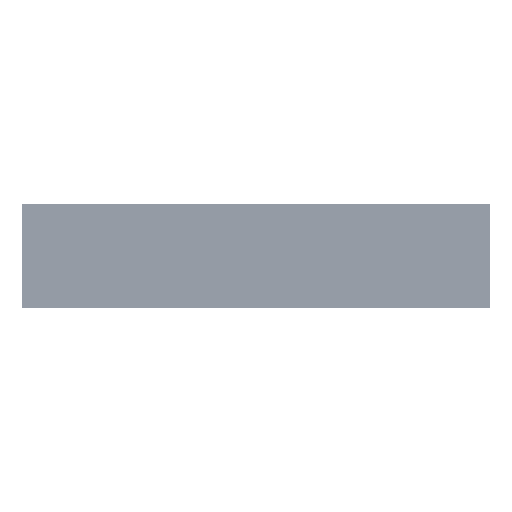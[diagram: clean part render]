
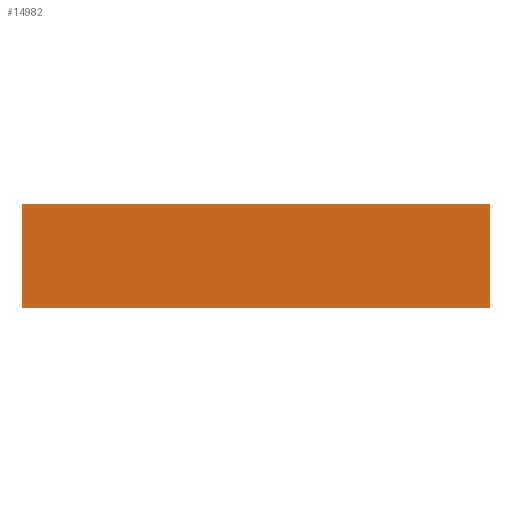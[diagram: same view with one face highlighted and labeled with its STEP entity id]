
A CAD part, left-side view. The second image highlights one B-rep face of the part: STEP entity #14982.
In plain terms, the highlighted planar face has unit normal (-1, 0, 0).
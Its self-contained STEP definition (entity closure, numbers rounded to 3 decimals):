
#6036 = CARTESIAN_POINT ( 'NONE',  ( -900., -450., 200. ) ) ;
#7697 = VERTEX_POINT ( 'NONE', #167471 ) ;
#8130 = DIRECTION ( 'NONE',  ( 0., 0., -1. ) ) ;
#14982 = ADVANCED_FACE ( 'NONE', ( #15169 ), #25396, .F. ) ;
#15169 = FACE_OUTER_BOUND ( 'NONE', #58434, .T. ) ;
#16234 = AXIS2_PLACEMENT_3D ( 'NONE', #174429, #120353, #39068 ) ;
#23682 = VECTOR ( 'NONE', #158457, 1000. ) ;
#24528 = EDGE_CURVE ( 'NONE', #169172, #86099, #99644, .T. ) ;
#25396 = PLANE ( 'NONE',  #16234 ) ;
#27504 = VECTOR ( 'NONE', #102131, 1000. ) ;
#39068 = DIRECTION ( 'NONE',  ( 0., 1., 0. ) ) ;
#44785 = CARTESIAN_POINT ( 'NONE',  ( -900., 450., 200. ) ) ;
#49078 = ORIENTED_EDGE ( 'NONE', *, *, #145667, .T. ) ;
#50425 = CARTESIAN_POINT ( 'NONE',  ( -900., 450., 0. ) ) ;
#54809 = LINE ( 'NONE', #76362, #122775 ) ;
#56153 = EDGE_CURVE ( 'NONE', #86099, #136385, #54809, .T. ) ;
#58434 = EDGE_LOOP ( 'NONE', ( #155108, #95084, #108983, #49078 ) ) ;
#64095 = DIRECTION ( 'NONE',  ( 0., -1., 0. ) ) ;
#76362 = CARTESIAN_POINT ( 'NONE',  ( -900., -450., 200. ) ) ;
#77102 = CARTESIAN_POINT ( 'NONE',  ( -900., 450., 200. ) ) ;
#86099 = VERTEX_POINT ( 'NONE', #6036 ) ;
#95084 = ORIENTED_EDGE ( 'NONE', *, *, #56153, .F. ) ;
#99644 = LINE ( 'NONE', #142554, #27504 ) ;
#102131 = DIRECTION ( 'NONE',  ( 0., -1., 0. ) ) ;
#108983 = ORIENTED_EDGE ( 'NONE', *, *, #24528, .F. ) ;
#116685 = VECTOR ( 'NONE', #64095, 1000. ) ;
#120353 = DIRECTION ( 'NONE',  ( 1., 0., 0. ) ) ;
#120976 = LINE ( 'NONE', #50425, #116685 ) ;
#122775 = VECTOR ( 'NONE', #8130, 1000. ) ;
#136385 = VERTEX_POINT ( 'NONE', #147286 ) ;
#142554 = CARTESIAN_POINT ( 'NONE',  ( -900., 450., 200. ) ) ;
#145667 = EDGE_CURVE ( 'NONE', #169172, #7697, #168108, .T. ) ;
#147286 = CARTESIAN_POINT ( 'NONE',  ( -900., -450., 0. ) ) ;
#155108 = ORIENTED_EDGE ( 'NONE', *, *, #164876, .T. ) ;
#158457 = DIRECTION ( 'NONE',  ( 0., 0., -1. ) ) ;
#164876 = EDGE_CURVE ( 'NONE', #7697, #136385, #120976, .T. ) ;
#167471 = CARTESIAN_POINT ( 'NONE',  ( -900., 450., 0. ) ) ;
#168108 = LINE ( 'NONE', #77102, #23682 ) ;
#169172 = VERTEX_POINT ( 'NONE', #44785 ) ;
#174429 = CARTESIAN_POINT ( 'NONE',  ( -900., 450., 200. ) ) ;
